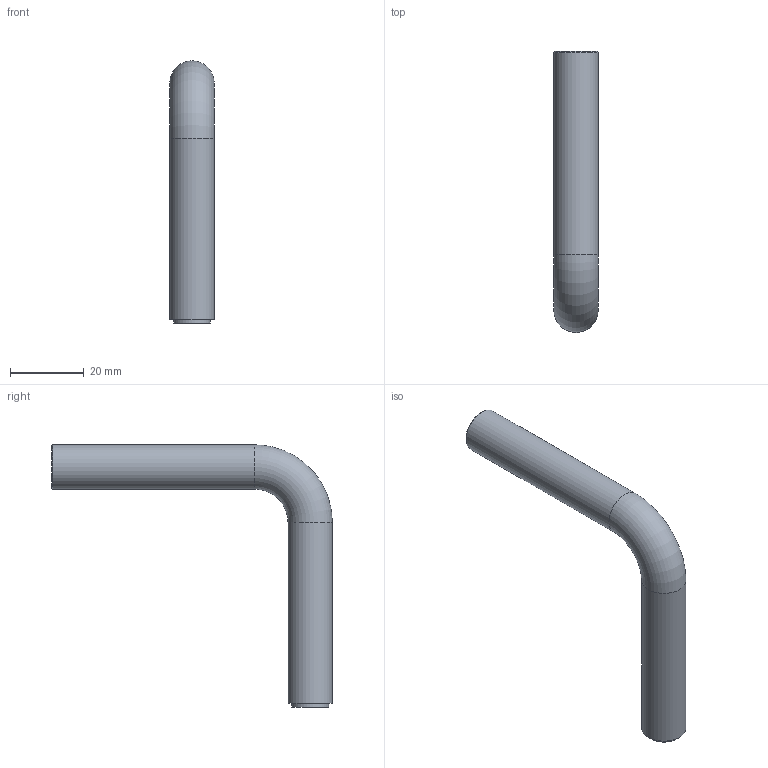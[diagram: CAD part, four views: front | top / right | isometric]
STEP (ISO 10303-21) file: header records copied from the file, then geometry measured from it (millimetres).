
FILE_DESCRIPTION (( 'STEP AP203' ), '1' );
FILE_NAME ('50247-240-M8-DF.STEP', '2019-09-25T10:54:15', ( '' ), ( '' ), 'SwSTEP 2.0', 'SolidWorks 2015', '' );
FILE_SCHEMA (( 'CONFIG_CONTROL_DESIGN' ));
Length unit declared in the file: millimetre
Products named in the file (2): 50247-240-M8-DF
Bounding box: 12 x 76 x 71 mm (x, y, z)
Volume: 13673.3 mm3; surface area: 5486.4 mm2
Topology: 1 solids, 24 shells, 322 faces, 786 edges, 525 vertices
Faces by surface type: plane 148, bspline 110, cone 59, cylinder 4, torus 1
Full cylindrical faces by diameter (mm): 6.8 x1, 10 x1, 12 x2
Entity records: 15185 total; most frequent: CARTESIAN_POINT 8968, ORIENTED_EDGE 1550, EDGE_CURVE 775, DIRECTION 679, VERTEX_POINT 520, B_SPLINE_CURVE_WITH_KNOTS 489, EDGE_LOOP 341, FACE_OUTER_BOUND 304
